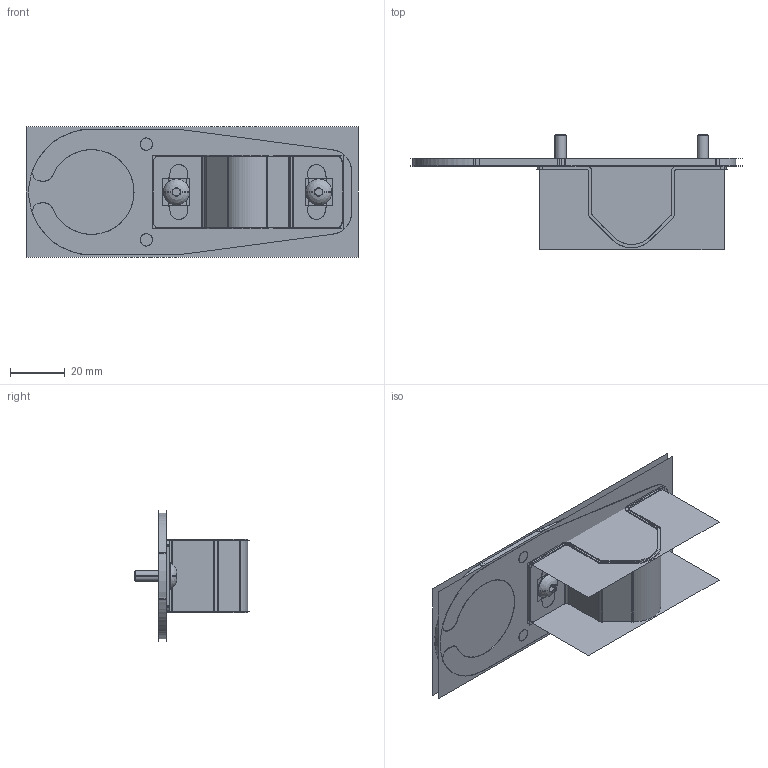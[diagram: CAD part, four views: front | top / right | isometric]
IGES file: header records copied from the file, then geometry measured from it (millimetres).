
Start section:  PTC IGES file: 167978.igs
Global section: file name: 167978.igs; native system: Pro/ENGINEER by Parametric Technology Corporation; preprocessor: 2009141; author: banengservice; organization: Unknown; date: 20120910.122210; units: millimetre
Bounding box: 121.32 x 42 x 47.84 mm (x, y, z)
Volume: 13654 mm3; surface area: 72241.4 mm2
Topology: 4 solids, 6 shells, 214 faces, 1134 edges, 1464 vertices
Faces by surface type: revolution 124, bspline 90
